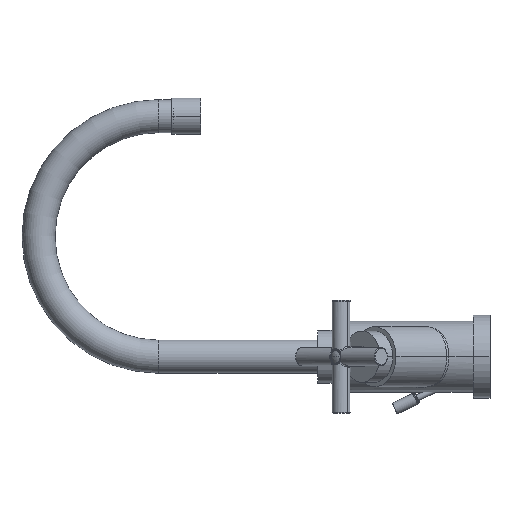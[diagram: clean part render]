
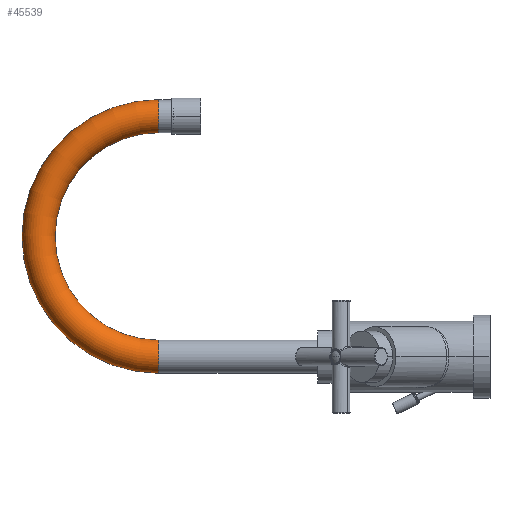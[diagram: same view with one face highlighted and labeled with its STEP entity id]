
A CAD part, left-side view. The second image highlights one B-rep face of the part: STEP entity #45539.
In plain terms, the highlighted toroidal (fillet/blend) face has major radius 80 mm and minor radius 11 mm.
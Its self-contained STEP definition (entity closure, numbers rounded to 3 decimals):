
#44627=CARTESIAN_POINT('',(0.,211.2,0.));
#44628=DIRECTION('',(0.,1.,0.));
#44629=DIRECTION('',(0.,0.,-1.));
#44630=AXIS2_PLACEMENT_3D('',#44627,#44628,#44629);
#44632=CARTESIAN_POINT('',(0.,211.2,80.));
#44633=DIRECTION('',(1.,0.,0.));
#44634=DIRECTION('',(0.,0.,-1.));
#44635=AXIS2_PLACEMENT_3D('',#44632,#44633,#44634);
#44642=CARTESIAN_POINT('',(0.,211.2,80.));
#44643=DIRECTION('',(1.,0.,0.));
#44644=DIRECTION('',(0.,0.,-1.));
#44645=AXIS2_PLACEMENT_3D('',#44642,#44643,#44644);
#44656=CARTESIAN_POINT('',(0.,211.2,160.));
#44657=DIRECTION('',(0.,-1.,0.));
#44658=DIRECTION('',(0.,0.,1.));
#44659=AXIS2_PLACEMENT_3D('',#44656,#44657,#44658);
#45316=CARTESIAN_POINT('',(0.,211.2,11.));
#45317=CARTESIAN_POINT('',(0.,211.2,-11.));
#45318=VERTEX_POINT('',#45316);
#45319=VERTEX_POINT('',#45317);
#45324=CARTESIAN_POINT('',(0.,211.2,149.));
#45325=CARTESIAN_POINT('',(0.,211.2,171.));
#45326=VERTEX_POINT('',#45324);
#45327=VERTEX_POINT('',#45325);
#45525=CARTESIAN_POINT('',(0.,211.2,80.));
#45526=DIRECTION('',(1.,0.,0.));
#45527=DIRECTION('',(0.,0.,1.));
#45528=AXIS2_PLACEMENT_3D('',#45525,#45526,#45527);
#45529=TOROIDAL_SURFACE('',#45528,80.,11.);
#45530=ORIENTED_EDGE('',*,*,#45512,.F.);
#45532=ORIENTED_EDGE('',*,*,#45531,.T.);
#45534=ORIENTED_EDGE('',*,*,#45533,.T.);
#45536=ORIENTED_EDGE('',*,*,#45535,.F.);
#45537=EDGE_LOOP('',(#45530,#45532,#45534,#45536));
#45538=FACE_OUTER_BOUND('',#45537,.F.);
#45539=ADVANCED_FACE('',(#45538),#45529,.T.);
#44631=CIRCLE('',#44630,11.);
#44636=CIRCLE('',#44635,91.);
#44646=CIRCLE('',#44645,69.);
#44660=CIRCLE('',#44659,11.);
#45512=EDGE_CURVE('',#45319,#45318,#44631,.T.);
#45531=EDGE_CURVE('',#45319,#45327,#44636,.T.);
#45533=EDGE_CURVE('',#45327,#45326,#44660,.T.);
#45535=EDGE_CURVE('',#45318,#45326,#44646,.T.);
